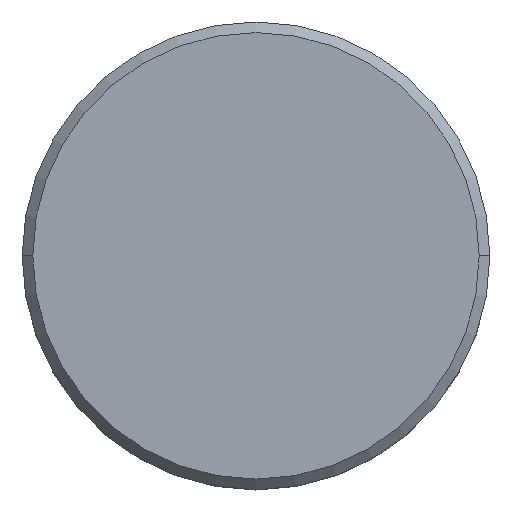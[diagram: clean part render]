
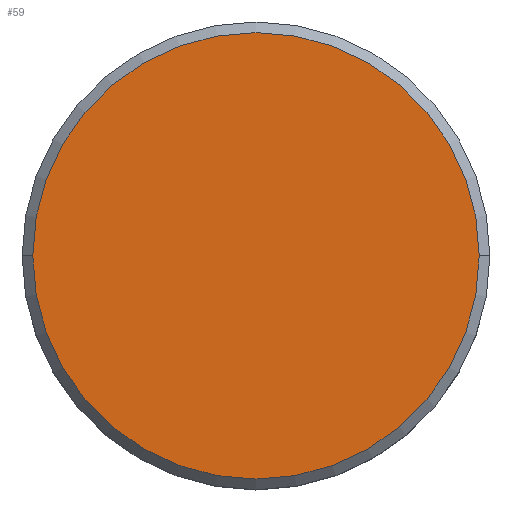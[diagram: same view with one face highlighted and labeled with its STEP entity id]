
A CAD part, top view. The second image highlights one B-rep face of the part: STEP entity #59.
In plain terms, the highlighted planar face has unit normal (0, 0, 1).
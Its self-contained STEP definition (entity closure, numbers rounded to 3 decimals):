
#1 = ORIENTED_EDGE ( 'NONE', *, *, #204, .T. ) ;
#22 = DIRECTION ( 'NONE',  ( 0., 0., 1. ) ) ;
#32 = EDGE_CURVE ( 'NONE', #299, #197, #206, .T. ) ;
#52 = AXIS2_PLACEMENT_3D ( 'NONE', #449, #22, #375 ) ;
#54 = CARTESIAN_POINT ( 'NONE',  ( 0., 0., 0. ) ) ;
#59 = ADVANCED_FACE ( 'NONE', ( #315 ), #275, .T. ) ;
#197 = VERTEX_POINT ( 'NONE', #412 ) ;
#204 = EDGE_CURVE ( 'NONE', #197, #299, #252, .T. ) ;
#206 = CIRCLE ( 'NONE', #259, 10.5 ) ;
#210 = CARTESIAN_POINT ( 'NONE',  ( 0., 0., 0. ) ) ;
#227 = DIRECTION ( 'NONE',  ( 0., 0., 1. ) ) ;
#252 = CIRCLE ( 'NONE', #400, 10.5 ) ;
#259 = AXIS2_PLACEMENT_3D ( 'NONE', #54, #227, #363 ) ;
#275 = PLANE ( 'NONE',  #52 ) ;
#284 = CARTESIAN_POINT ( 'NONE',  ( 10.5, 0., 0. ) ) ;
#299 = VERTEX_POINT ( 'NONE', #284 ) ;
#305 = EDGE_LOOP ( 'NONE', ( #1, #404 ) ) ;
#315 = FACE_OUTER_BOUND ( 'NONE', #305, .T. ) ;
#347 = DIRECTION ( 'NONE',  ( 1., 0., 0. ) ) ;
#363 = DIRECTION ( 'NONE',  ( 1., 0., 0. ) ) ;
#375 = DIRECTION ( 'NONE',  ( 1., 0., 0. ) ) ;
#400 = AXIS2_PLACEMENT_3D ( 'NONE', #210, #413, #347 ) ;
#404 = ORIENTED_EDGE ( 'NONE', *, *, #32, .T. ) ;
#412 = CARTESIAN_POINT ( 'NONE',  ( -10.5, 0., 0. ) ) ;
#413 = DIRECTION ( 'NONE',  ( 0., 0., 1. ) ) ;
#449 = CARTESIAN_POINT ( 'NONE',  ( 0., 0., 0. ) ) ;
